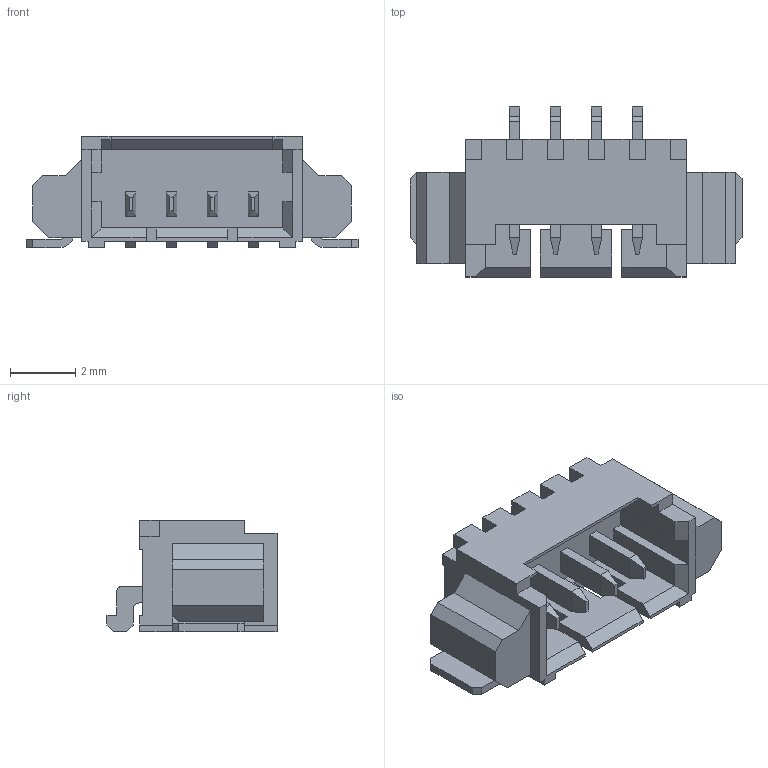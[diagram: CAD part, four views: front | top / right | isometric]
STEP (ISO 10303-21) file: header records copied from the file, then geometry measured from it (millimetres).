
FILE_DESCRIPTION (( 'STEP AP214' ), '1' );
FILE_NAME ('532610471.STEP', '2021-11-24T20:35:38', ( 'AVRASM1234' ), ( '' ), 'SwSTEP 2.0', 'SolidWorks 2017', '' );
FILE_SCHEMA (( 'AUTOMOTIVE_DESIGN' ));
Length unit declared in the file: millimetre
Products named in the file (1): 532610471
Bounding box: 10.15 x 5.2 x 3.4 mm (x, y, z)
Volume: 61.8 mm3; surface area: 281.4 mm2
Topology: 7 solids, 7 shells, 300 faces, 824 edges, 540 vertices
Faces by surface type: plane 284, cylinder 16
Entity records: 10608 total; most frequent: CARTESIAN_POINT 1665, ORIENTED_EDGE 1648, DIRECTION 1458, EDGE_CURVE 824, LINE 792, VECTOR 792, VERTEX_POINT 540, AXIS2_PLACEMENT_3D 333
